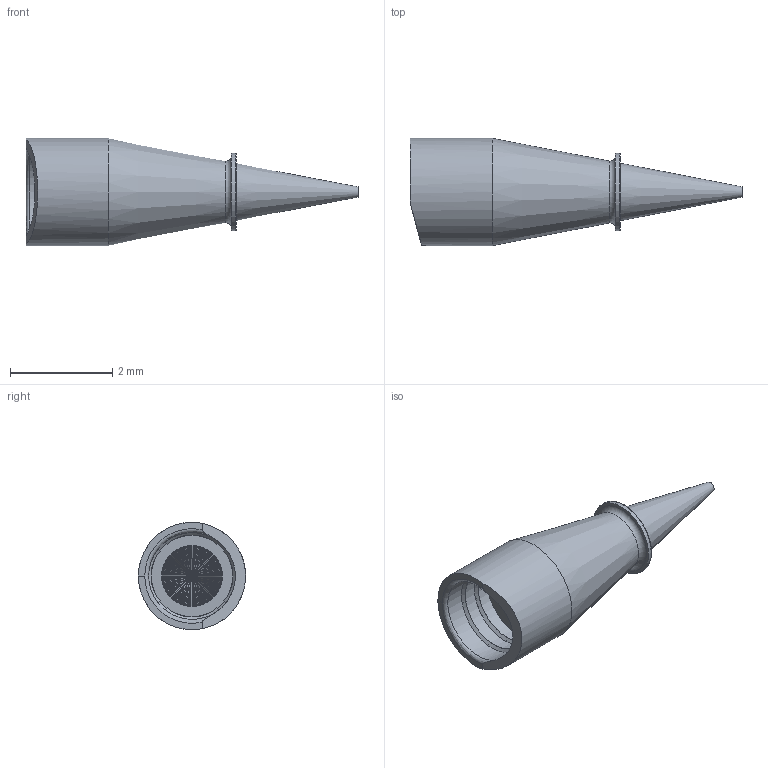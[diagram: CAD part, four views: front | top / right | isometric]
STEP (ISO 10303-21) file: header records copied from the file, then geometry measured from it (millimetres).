
FILE_DESCRIPTION(/* description */ (''),/* implementation_level */ '2;1');
FILE_NAME(/* name */ 'MV_P_50_5350_75_11_101.stp',/* time_stamp */ '2021-12-16T12:10:23+01:00',/* author */ ('vakilim'),/* organization */ (''),/* preprocessor_version */ 'ST-DEVELOPER v17',/* originating_system */ 'Autodesk Inventor 2018',/* authorisation */ '');
FILE_SCHEMA (('AUTOMOTIVE_DESIGN { 1 0 10303 214 3 1 1 }'));
Length unit declared in the file: millimetre
Products named in the file (1): MV_P_50_5350_75_11_101
Bounding box: 6.5 x 2.1 x 2.1 mm (x, y, z)
Volume: 6.5 mm3; surface area: 51 mm2
Topology: 1 solids, 1 shells, 1222 faces, 2452 edges, 1230 vertices
Faces by surface type: cone 1207, plane 7, cylinder 5, torus 3
Full cylindrical faces by diameter (mm): 1.525 x1, 1.7 x3, 2.1 x1
Entity records: 30692 total; most frequent: DIRECTION 6127, CARTESIAN_POINT 4923, ORIENTED_EDGE 4904, AXIS2_PLACEMENT_3D 2454, EDGE_CURVE 2452, VERTEX_POINT 1230, CIRCLE 1229, FACE_OUTER_BOUND 1222
